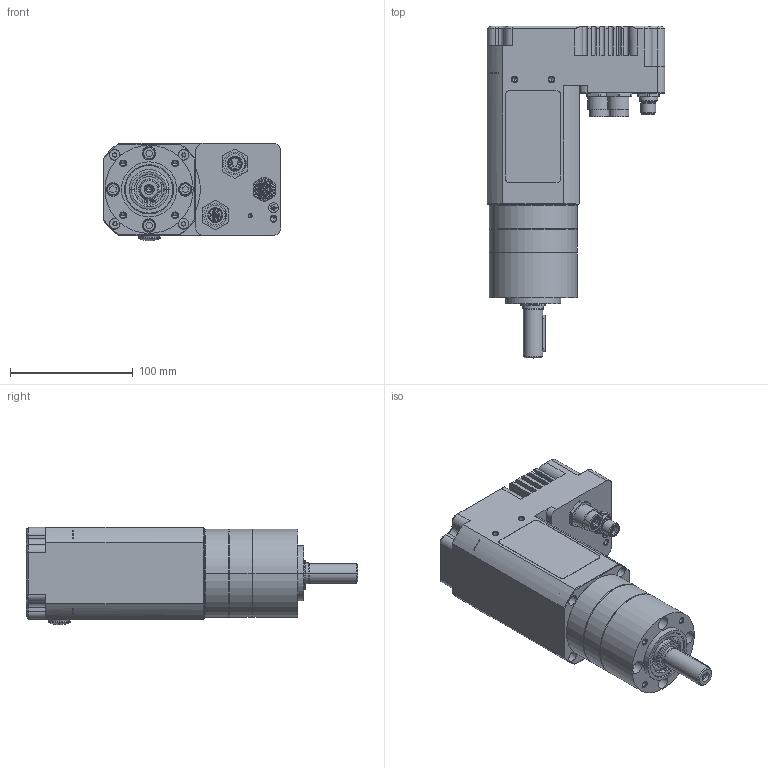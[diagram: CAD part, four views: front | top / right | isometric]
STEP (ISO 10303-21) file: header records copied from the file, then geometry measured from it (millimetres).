
FILE_DESCRIPTION((''),'2;1');
FILE_NAME('8035D002','2019-09-17T',('ALEBLI1'),('CROUZET-AUTOMATISMES'),'CREO PARAMETRIC BY PTC INC, 2017170','CREO PARAMETRIC BY PTC INC, 2017170','');
FILE_SCHEMA(('AP203_CONFIGURATION_CONTROLLED_3D_DESIGN_OF_MECHANICAL_PARTS_AND_ASSEMBLIES_MIM_LF { 1 0 10303 403 2 1 2 }'));
Products named in the file (1): 8035D002
Bounding box: 145 x 270.9 x 79.69 mm (x, y, z)
Volume: 655187.2 mm3; surface area: 228524.1 mm2
Topology: 5 solids, 23 shells, 2229 faces, 5644 edges, 3624 vertices
Faces by surface type: cylinder 924, plane 802, cone 319, torus 82, extrusion 40, bspline 36, sphere 14, revolution 12
Entity records: 85797 total; most frequent: CARTESIAN_POINT 16272, DIRECTION 12175, ORIENTED_EDGE 11200, EDGE_CURVE 5600, AXIS2_PLACEMENT_3D 4726, VERTEX_POINT 3622, VECTOR 2708, LINE 2668
